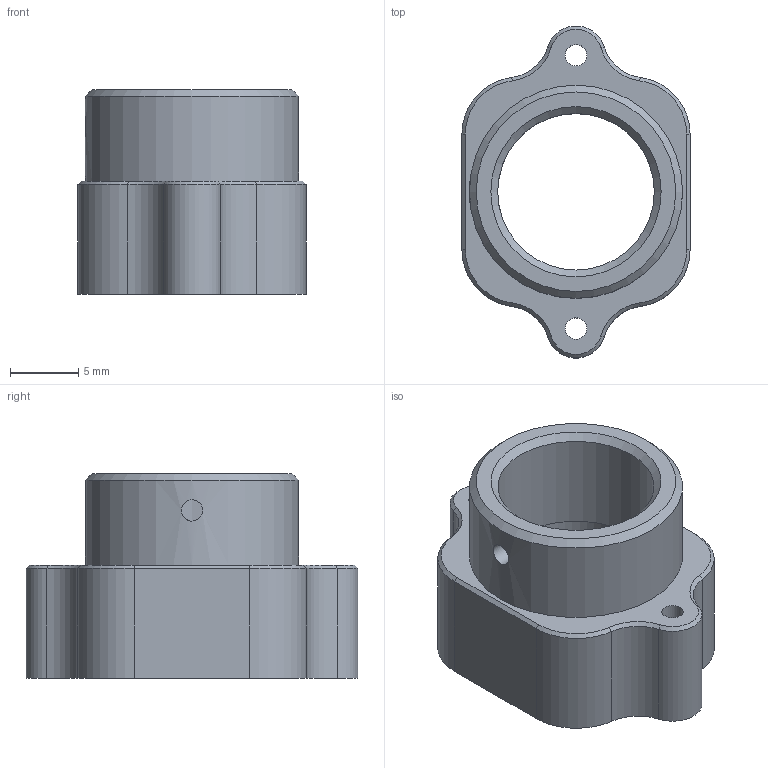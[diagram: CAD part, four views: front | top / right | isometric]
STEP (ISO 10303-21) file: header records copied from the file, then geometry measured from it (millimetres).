
FILE_DESCRIPTION( ( 'STEP AP203' ), '1' );
FILE_NAME( 'PT-LH010M.stp', '2011-01-25T14:46:14', ( ' ' ), ( ' ' ), 'XStep 1.0', ' ', ' ' );
FILE_SCHEMA( ( 'CONFIG_CONTROL_DESIGN) ( )' ) );
Length unit declared in the file: metre
Products named in the file (1): 1
Bounding box: 16.7 x 24.28 x 15 mm (x, y, z)
Volume: 1408.7 mm3; surface area: 1989.1 mm2
Topology: 1 solids, 1 shells, 43 faces, 109 edges, 69 vertices
Faces by surface type: cylinder 19, plane 12, cone 12
Full cylindrical faces by diameter (mm): 1.567 x3, 11.459 x1, 15.6 x1
Entity records: 1328 total; most frequent: CARTESIAN_POINT 258, DIRECTION 230, ORIENTED_EDGE 192, EDGE_CURVE 96, AXIS2_PLACEMENT_3D 92, VERTEX_POINT 64, EDGE_LOOP 60, FACE_OUTER_BOUND 48
